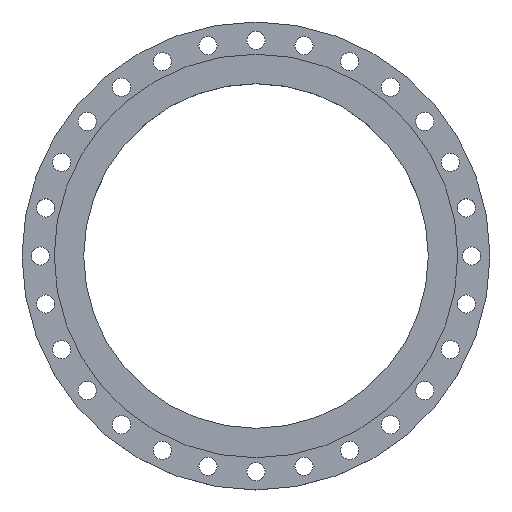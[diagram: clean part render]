
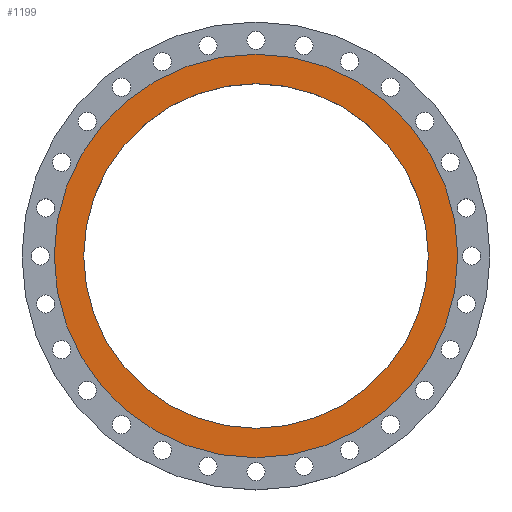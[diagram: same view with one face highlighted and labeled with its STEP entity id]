
A CAD part, top view. The second image highlights one B-rep face of the part: STEP entity #1199.
In plain terms, the highlighted planar face has unit normal (0, 0, 1).
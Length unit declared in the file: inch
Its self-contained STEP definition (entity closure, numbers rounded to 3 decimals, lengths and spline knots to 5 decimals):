
#16 = EDGE_LOOP ( 'NONE', ( #392, #1329 ) ) ;
#116 = AXIS2_PLACEMENT_3D ( 'NONE', #1516, #279, #1331 ) ;
#119 = AXIS2_PLACEMENT_3D ( 'NONE', #1024, #351, #170 ) ;
#146 = VERTEX_POINT ( 'NONE', #1497 ) ;
#170 = DIRECTION ( 'NONE',  ( 1., 0., 0. ) ) ;
#212 = CARTESIAN_POINT ( 'NONE',  ( 0., 0., 0. ) ) ;
#279 = DIRECTION ( 'NONE',  ( 0., 0., -1. ) ) ;
#311 = AXIS2_PLACEMENT_3D ( 'NONE', #212, #1466, #1482 ) ;
#339 = ORIENTED_EDGE ( 'NONE', *, *, #407, .F. ) ;
#351 = DIRECTION ( 'NONE',  ( 0., 0., 1. ) ) ;
#392 = ORIENTED_EDGE ( 'NONE', *, *, #1494, .T. ) ;
#407 = EDGE_CURVE ( 'NONE', #1387, #858, #556, .T. ) ;
#427 = AXIS2_PLACEMENT_3D ( 'NONE', #1498, #1638, #1265 ) ;
#487 = PLANE ( 'NONE',  #116 ) ;
#556 = CIRCLE ( 'NONE', #2045, 15.375 ) ;
#627 = DIRECTION ( 'NONE',  ( 1., 0., 0. ) ) ;
#674 = EDGE_CURVE ( 'NONE', #146, #2596, #2627, .T. ) ;
#833 = CARTESIAN_POINT ( 'NONE',  ( 15.375, 0., 0. ) ) ;
#858 = VERTEX_POINT ( 'NONE', #833 ) ;
#879 = FACE_BOUND ( 'NONE', #2282, .T. ) ;
#1024 = CARTESIAN_POINT ( 'NONE',  ( 0., 0., 0. ) ) ;
#1125 = CARTESIAN_POINT ( 'NONE',  ( -15.375, 0., 0. ) ) ;
#1199 = ADVANCED_FACE ( 'NONE', ( #879, #2553 ), #487, .F. ) ;
#1228 = CIRCLE ( 'NONE', #311, 15.375 ) ;
#1265 = DIRECTION ( 'NONE',  ( 1., 0., 0. ) ) ;
#1329 = ORIENTED_EDGE ( 'NONE', *, *, #674, .T. ) ;
#1331 = DIRECTION ( 'NONE',  ( -1., 0., 0. ) ) ;
#1387 = VERTEX_POINT ( 'NONE', #1125 ) ;
#1420 = CARTESIAN_POINT ( 'NONE',  ( 18., 0., 0. ) ) ;
#1466 = DIRECTION ( 'NONE',  ( 0., 0., 1. ) ) ;
#1482 = DIRECTION ( 'NONE',  ( 1., 0., 0. ) ) ;
#1494 = EDGE_CURVE ( 'NONE', #2596, #146, #1849, .T. ) ;
#1497 = CARTESIAN_POINT ( 'NONE',  ( -18., 0., 0. ) ) ;
#1498 = CARTESIAN_POINT ( 'NONE',  ( 0., 0., 0. ) ) ;
#1516 = CARTESIAN_POINT ( 'NONE',  ( 0., 15.375, 0. ) ) ;
#1549 = EDGE_CURVE ( 'NONE', #858, #1387, #1228, .T. ) ;
#1638 = DIRECTION ( 'NONE',  ( 0., 0., 1. ) ) ;
#1849 = CIRCLE ( 'NONE', #119, 18. ) ;
#2045 = AXIS2_PLACEMENT_3D ( 'NONE', #2306, #2096, #627 ) ;
#2096 = DIRECTION ( 'NONE',  ( 0., 0., 1. ) ) ;
#2282 = EDGE_LOOP ( 'NONE', ( #2574, #339 ) ) ;
#2306 = CARTESIAN_POINT ( 'NONE',  ( 0., 0., 0. ) ) ;
#2553 = FACE_OUTER_BOUND ( 'NONE', #16, .T. ) ;
#2574 = ORIENTED_EDGE ( 'NONE', *, *, #1549, .F. ) ;
#2596 = VERTEX_POINT ( 'NONE', #1420 ) ;
#2627 = CIRCLE ( 'NONE', #427, 18. ) ;
